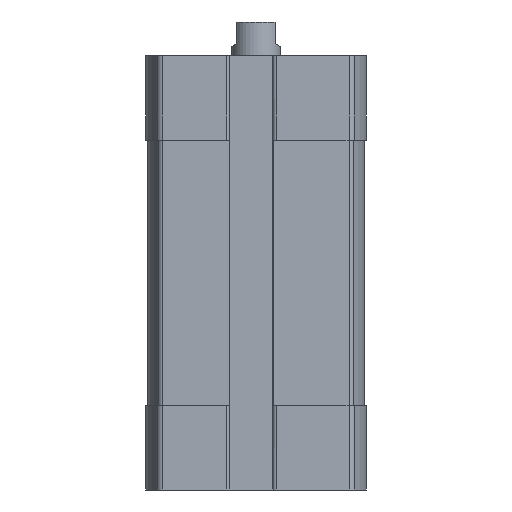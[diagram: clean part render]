
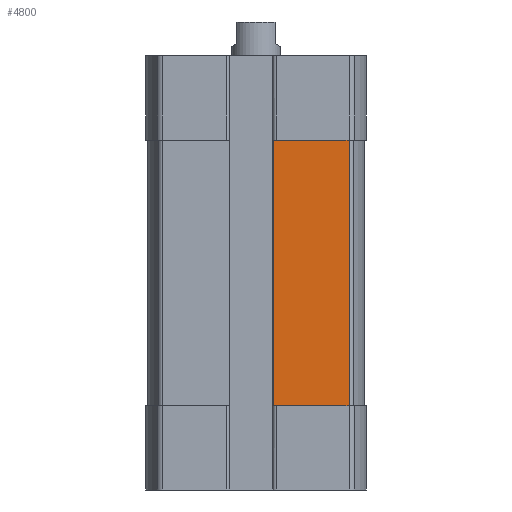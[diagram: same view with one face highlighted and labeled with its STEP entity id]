
A CAD part, left-side view. The second image highlights one B-rep face of the part: STEP entity #4800.
In plain terms, the highlighted planar face has unit normal (-1, 0, 0).
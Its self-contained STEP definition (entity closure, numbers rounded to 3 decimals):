
#80=PLANE('',#5241);
#221=LINE('',#7167,#601);
#396=LINE('',#7747,#776);
#397=LINE('',#7749,#777);
#398=LINE('',#7751,#778);
#601=VECTOR('',#5549,1000.);
#776=VECTOR('',#6140,1000.);
#777=VECTOR('',#6141,1000.);
#778=VECTOR('',#6142,1000.);
#1771=ORIENTED_EDGE('',*,*,#2869,.T.);
#1772=ORIENTED_EDGE('',*,*,#2870,.T.);
#1773=ORIENTED_EDGE('',*,*,#2871,.F.);
#1774=ORIENTED_EDGE('',*,*,#2579,.F.);
#2579=EDGE_CURVE('',#3260,#3261,#221,.T.);
#2869=EDGE_CURVE('',#3260,#3458,#396,.T.);
#2870=EDGE_CURVE('',#3458,#3459,#397,.T.);
#2871=EDGE_CURVE('',#3261,#3459,#398,.T.);
#3260=VERTEX_POINT('',#7166);
#3261=VERTEX_POINT('',#7168);
#3458=VERTEX_POINT('',#7748);
#3459=VERTEX_POINT('',#7750);
#4006=EDGE_LOOP('',(#1771,#1772,#1773,#1774));
#4400=FACE_BOUND('',#4006,.T.);
#4800=ADVANCED_FACE('',(#4400),#80,.T.);
#5241=AXIS2_PLACEMENT_3D('',#7746,#6138,#6139);
#5549=DIRECTION('',(0.,0.,1.));
#6138=DIRECTION('',(-1.,0.,0.));
#6139=DIRECTION('',(0.,0.,1.));
#6140=DIRECTION('',(0.,-1.,0.));
#6141=DIRECTION('',(0.,0.,1.));
#6142=DIRECTION('',(0.,-1.,0.));
#7166=CARTESIAN_POINT('',(-13.5,-2.129,-43.55));
#7167=CARTESIAN_POINT('',(-13.5,-2.129,-54.05));
#7168=CARTESIAN_POINT('',(-13.5,-2.129,-10.5));
#7746=CARTESIAN_POINT('',(-13.5,11.579,-43.55));
#7747=CARTESIAN_POINT('',(-13.5,11.579,-43.55));
#7748=CARTESIAN_POINT('',(-13.5,-11.579,-43.55));
#7749=CARTESIAN_POINT('',(-13.5,-11.579,-43.55));
#7750=CARTESIAN_POINT('',(-13.5,-11.579,-10.5));
#7751=CARTESIAN_POINT('',(-13.5,11.579,-10.5));
